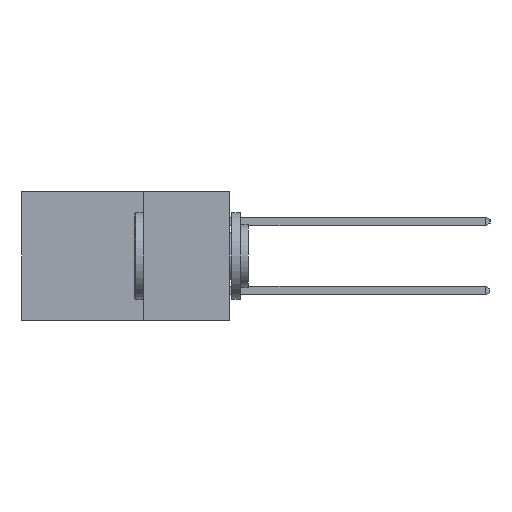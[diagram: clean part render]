
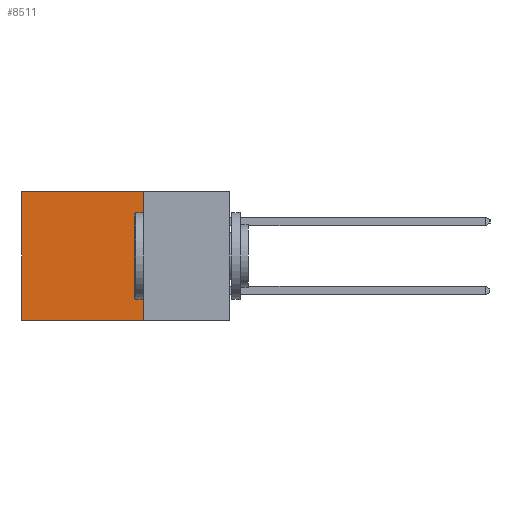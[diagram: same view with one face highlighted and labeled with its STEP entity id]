
A CAD part, left-side view. The second image highlights one B-rep face of the part: STEP entity #8511.
In plain terms, the highlighted planar face has unit normal (-1, 0, 0).
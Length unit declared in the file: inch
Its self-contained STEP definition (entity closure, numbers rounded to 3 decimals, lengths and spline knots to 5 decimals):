
#127 = ORIENTED_EDGE ( 'NONE', *, *, #7347, .F. ) ;
#762 = DIRECTION ( 'NONE',  ( 0., 0., -1. ) ) ;
#936 = DIRECTION ( 'NONE',  ( 0., 0., -1. ) ) ;
#1995 = LINE ( 'NONE', #2197, #16492 ) ;
#2111 = CARTESIAN_POINT ( 'NONE',  ( 0.298, 0.6, 0. ) ) ;
#2197 = CARTESIAN_POINT ( 'NONE',  ( 0.298, 0.25, 0. ) ) ;
#2223 = VERTEX_POINT ( 'NONE', #17618 ) ;
#2605 = LINE ( 'NONE', #3076, #5964 ) ;
#2775 = ORIENTED_EDGE ( 'NONE', *, *, #13633, .T. ) ;
#3076 = CARTESIAN_POINT ( 'NONE',  ( 0.298, 0.25, -0.37 ) ) ;
#3904 = EDGE_CURVE ( 'NONE', #7228, #2223, #17720, .T. ) ;
#4691 = CARTESIAN_POINT ( 'NONE',  ( 0.298, 0.25, 0. ) ) ;
#4754 = DIRECTION ( 'NONE',  ( 0., 1., 0. ) ) ;
#5779 = VERTEX_POINT ( 'NONE', #15026 ) ;
#5964 = VECTOR ( 'NONE', #4754, 39.37008 ) ;
#7005 = DIRECTION ( 'NONE',  ( 0., 0., -1. ) ) ;
#7228 = VERTEX_POINT ( 'NONE', #9262 ) ;
#7347 = EDGE_CURVE ( 'NONE', #5779, #2223, #2605, .T. ) ;
#8511 = ADVANCED_FACE ( 'NONE', ( #8985 ), #16363, .F. ) ;
#8943 = VERTEX_POINT ( 'NONE', #4691 ) ;
#8985 = FACE_OUTER_BOUND ( 'NONE', #10546, .T. ) ;
#9262 = CARTESIAN_POINT ( 'NONE',  ( 0.298, 0.6, 0. ) ) ;
#9437 = DIRECTION ( 'NONE',  ( 1., 0., 0. ) ) ;
#10546 = EDGE_LOOP ( 'NONE', ( #14140, #127, #14469, #2775 ) ) ;
#11745 = AXIS2_PLACEMENT_3D ( 'NONE', #17739, #9437, #936 ) ;
#12581 = CARTESIAN_POINT ( 'NONE',  ( 0.298, 0.25, 0. ) ) ;
#13633 = EDGE_CURVE ( 'NONE', #8943, #7228, #1995, .T. ) ;
#13735 = VECTOR ( 'NONE', #7005, 39.37008 ) ;
#14041 = VECTOR ( 'NONE', #762, 39.37008 ) ;
#14140 = ORIENTED_EDGE ( 'NONE', *, *, #3904, .T. ) ;
#14469 = ORIENTED_EDGE ( 'NONE', *, *, #17341, .F. ) ;
#15026 = CARTESIAN_POINT ( 'NONE',  ( 0.298, 0.25, -0.37 ) ) ;
#16253 = DIRECTION ( 'NONE',  ( 0., 1., 0. ) ) ;
#16363 = PLANE ( 'NONE',  #11745 ) ;
#16492 = VECTOR ( 'NONE', #16253, 39.37008 ) ;
#17341 = EDGE_CURVE ( 'NONE', #8943, #5779, #17437, .T. ) ;
#17437 = LINE ( 'NONE', #12581, #13735 ) ;
#17618 = CARTESIAN_POINT ( 'NONE',  ( 0.298, 0.6, -0.37 ) ) ;
#17720 = LINE ( 'NONE', #2111, #14041 ) ;
#17739 = CARTESIAN_POINT ( 'NONE',  ( 0.298, 0.25, 0. ) ) ;
